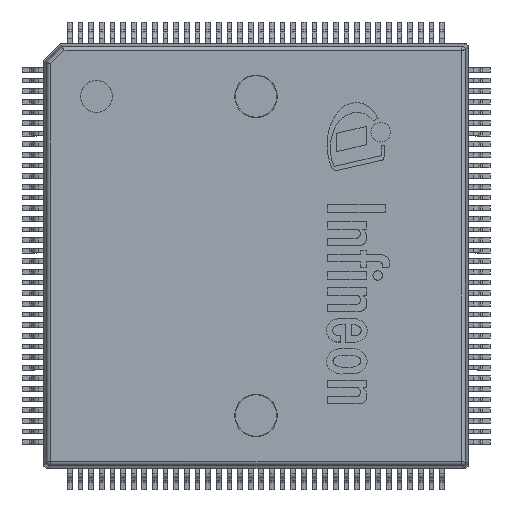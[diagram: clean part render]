
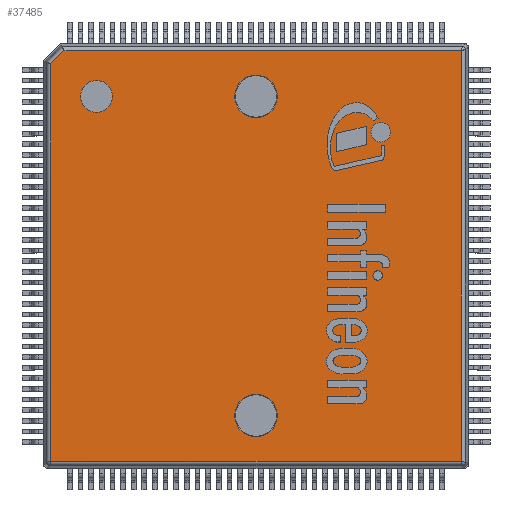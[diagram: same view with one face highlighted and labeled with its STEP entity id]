
A CAD part, top view. The second image highlights one B-rep face of the part: STEP entity #37485.
In plain terms, the highlighted planar face has unit normal (0, 0, 1).
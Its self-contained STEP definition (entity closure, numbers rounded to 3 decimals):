
#47=FACE_BOUND('',#4250,.T.);
#48=FACE_BOUND('',#4251,.T.);
#49=FACE_BOUND('',#4252,.T.);
#462=PLANE('',#39875);
#2042=FACE_OUTER_BOUND('',#4249,.T.);
#4249=EDGE_LOOP('',(#25759,#25760,#25761,#25762,#25763));
#4250=EDGE_LOOP('',(#25764));
#4251=EDGE_LOOP('',(#25765));
#4252=EDGE_LOOP('',(#25766));
#6482=LINE('',#54569,#10822);
#6483=LINE('',#54571,#10823);
#6484=LINE('',#54573,#10824);
#6485=LINE('',#54575,#10825);
#6486=LINE('',#54576,#10826);
#10822=VECTOR('',#43357,1000.);
#10823=VECTOR('',#43358,1000.);
#10824=VECTOR('',#43359,1000.);
#10825=VECTOR('',#43360,1000.);
#10826=VECTOR('',#43361,1000.);
#15136=CIRCLE('',#39858,1.);
#15137=CIRCLE('',#39860,1.);
#15139=CIRCLE('',#39863,0.75);
#16348=VERTEX_POINT('',#54415);
#16349=VERTEX_POINT('',#54419);
#16351=VERTEX_POINT('',#54425);
#16368=VERTEX_POINT('',#54567);
#16369=VERTEX_POINT('',#54568);
#16370=VERTEX_POINT('',#54570);
#16371=VERTEX_POINT('',#54572);
#16372=VERTEX_POINT('',#54574);
#20085=EDGE_CURVE('',#16348,#16348,#15136,.T.);
#20087=EDGE_CURVE('',#16349,#16349,#15137,.T.);
#20090=EDGE_CURVE('',#16351,#16351,#15139,.T.);
#20115=EDGE_CURVE('',#16368,#16369,#6482,.T.);
#20116=EDGE_CURVE('',#16369,#16370,#6483,.T.);
#20117=EDGE_CURVE('',#16370,#16371,#6484,.T.);
#20118=EDGE_CURVE('',#16371,#16372,#6485,.T.);
#20119=EDGE_CURVE('',#16372,#16368,#6486,.T.);
#25759=ORIENTED_EDGE('',*,*,#20115,.T.);
#25760=ORIENTED_EDGE('',*,*,#20116,.T.);
#25761=ORIENTED_EDGE('',*,*,#20117,.T.);
#25762=ORIENTED_EDGE('',*,*,#20118,.T.);
#25763=ORIENTED_EDGE('',*,*,#20119,.T.);
#25764=ORIENTED_EDGE('',*,*,#20085,.F.);
#25765=ORIENTED_EDGE('',*,*,#20087,.F.);
#25766=ORIENTED_EDGE('',*,*,#20090,.F.);
#37485=ADVANCED_FACE('',(#2042,#47,#48,#49),#462,.T.);
#39858=AXIS2_PLACEMENT_3D('',#54417,#43301,#43302);
#39860=AXIS2_PLACEMENT_3D('',#54421,#43306,#43307);
#39863=AXIS2_PLACEMENT_3D('',#54427,#43313,#43314);
#39875=AXIS2_PLACEMENT_3D('',#54566,#43355,#43356);
#43301=DIRECTION('center_axis',(0.,0.,1.));
#43302=DIRECTION('ref_axis',(0.,-1.,0.));
#43306=DIRECTION('center_axis',(0.,0.,1.));
#43307=DIRECTION('ref_axis',(0.,-1.,0.));
#43313=DIRECTION('center_axis',(0.,0.,1.));
#43314=DIRECTION('ref_axis',(0.,-1.,0.));
#43355=DIRECTION('center_axis',(0.,0.,1.));
#43356=DIRECTION('ref_axis',(0.,-1.,0.));
#43357=DIRECTION('',(0.,1.,0.));
#43358=DIRECTION('',(-1.,0.,0.));
#43359=DIRECTION('',(-0.707,-0.707,0.));
#43360=DIRECTION('',(0.,-1.,0.));
#43361=DIRECTION('',(1.,0.,0.));
#54415=CARTESIAN_POINT('',(0.,8.5,1.6));
#54417=CARTESIAN_POINT('Origin',(0.,7.5,1.6));
#54419=CARTESIAN_POINT('',(0.,-6.5,1.6));
#54421=CARTESIAN_POINT('Origin',(0.,-7.5,1.6));
#54425=CARTESIAN_POINT('',(-7.5,8.25,1.6));
#54427=CARTESIAN_POINT('Origin',(-7.5,7.5,1.6));
#54566=CARTESIAN_POINT('Origin',(-9.7,-9.7,1.6));
#54567=CARTESIAN_POINT('',(9.65,-9.65,1.6));
#54568=CARTESIAN_POINT('',(9.65,9.65,1.6));
#54569=CARTESIAN_POINT('',(9.65,9.7,1.6));
#54570=CARTESIAN_POINT('',(-9.026,9.65,1.6));
#54571=CARTESIAN_POINT('',(-9.093,9.65,1.6));
#54572=CARTESIAN_POINT('',(-9.65,9.026,1.6));
#54573=CARTESIAN_POINT('',(-9.697,8.978,1.6));
#54574=CARTESIAN_POINT('',(-9.65,-9.65,1.6));
#54575=CARTESIAN_POINT('',(-9.65,-9.7,1.6));
#54576=CARTESIAN_POINT('',(9.7,-9.65,1.6));
